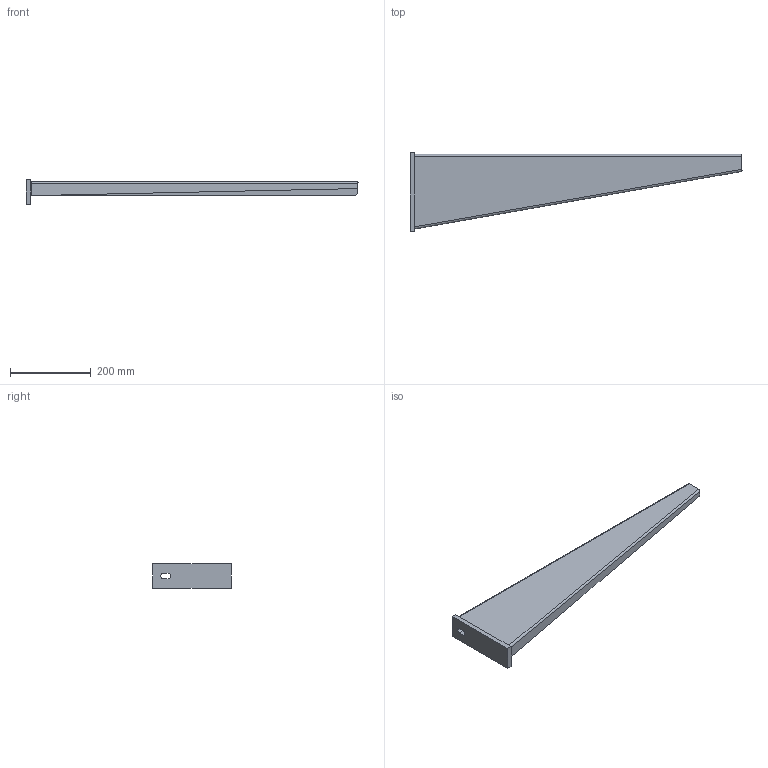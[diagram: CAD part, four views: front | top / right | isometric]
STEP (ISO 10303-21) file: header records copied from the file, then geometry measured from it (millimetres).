
FILE_DESCRIPTION((''),'2;1');
FILE_NAME('6418686_ORG_ASM','2012-06-19T',('AndreasKeweloh'),(''),'PRO/ENGINEER BY PARAMETRIC TECHNOLOGY CORPORATION, 2012060','PRO/ENGINEER BY PARAMETRIC TECHNOLOGY CORPORATION, 2012060','');
FILE_SCHEMA(('CONFIG_CONTROL_DESIGN'));
Length unit declared in the file: millimetre
Products named in the file (4): PRT0001; PRT0002; WAND-_UND_STIELAUSLEGER_55_810_ASM; 6418686_ORG_ASM
Assembly tree (3 placements, depth 3):
  6418686_ORG_ASM
    WAND-_UND_STIELAUSLEGER_55_810_ASM
      PRT0001
      PRT0002
Bounding box: 822.23 x 195 x 60 mm (x, y, z)
Volume: 605911.9 mm3; surface area: 304611.9 mm2
Topology: 2 solids, 2 shells, 32 faces, 79 edges, 51 vertices
Faces by surface type: plane 22, cylinder 8, bspline 2
Entity records: 1248 total; most frequent: CARTESIAN_POINT 376, DIRECTION 166, ORIENTED_EDGE 158, EDGE_CURVE 79, VECTOR 60, LINE 60, AXIS2_PLACEMENT_3D 53, VERTEX_POINT 51
